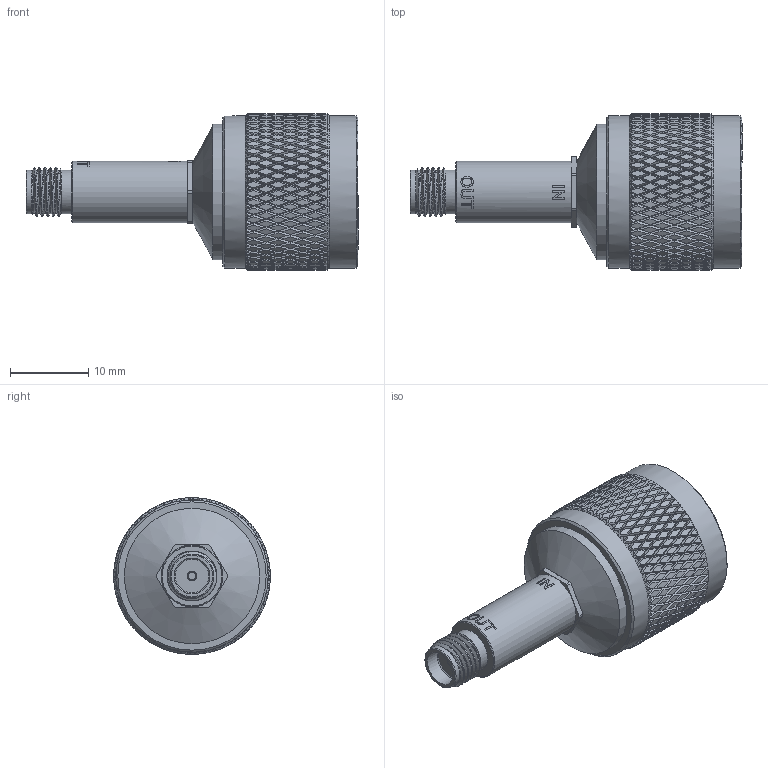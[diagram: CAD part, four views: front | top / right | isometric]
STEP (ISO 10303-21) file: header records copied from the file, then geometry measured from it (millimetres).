
FILE_DESCRIPTION (( 'STEP AP203' ), '1' );
FILE_NAME ('SMD0204N_3D.step', '2022-02-08T22:33:23', ( '' ), ( '' ), 'SwSTEP 2.0', 'SolidWorks 2021', '' );
FILE_SCHEMA (( 'CONFIG_CONTROL_DESIGN' ));
Length unit declared in the file: inch
Products named in the file (1): SMD0204N_3D
Bounding box: 42.42 x 20 x 20 mm (x, y, z)
Volume: 5134.3 mm3; surface area: 3733.8 mm2
Topology: 1 solids, 1 shells, 2540 faces, 5187 edges, 2666 vertices
Faces by surface type: bspline 1781, cylinder 472, cone 233, plane 53, torus 1
Full cylindrical faces by diameter (mm): 0.94 x1, 1.194 x1, 1.524 x1, 2.794 x1, 4.572 x1, 5.582 x2, 6.985 x1, 7.886 x1, 8.255 x1, 15.875 x5, 17.299 x1, 19.461 x2
Entity records: 94100 total; most frequent: CARTESIAN_POINT 60939, ORIENTED_EDGE 10280, EDGE_CURVE 5140, VERTEX_POINT 2648, EDGE_LOOP 2576, FACE_OUTER_BOUND 2551, ADVANCED_FACE 2535, DIRECTION 2532
